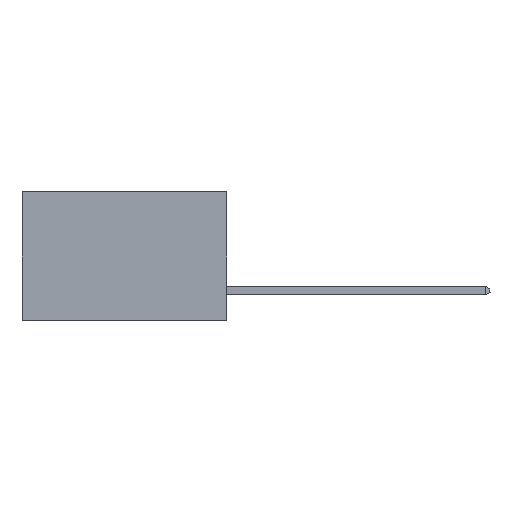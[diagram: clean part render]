
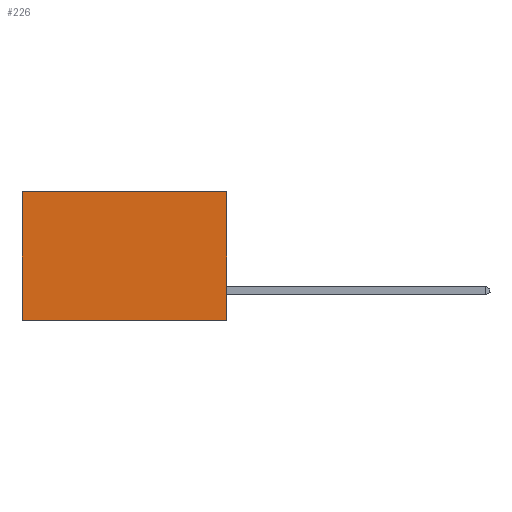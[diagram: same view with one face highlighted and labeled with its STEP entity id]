
A CAD part, left-side view. The second image highlights one B-rep face of the part: STEP entity #226.
In plain terms, the highlighted planar face has unit normal (-1, 0, 0).
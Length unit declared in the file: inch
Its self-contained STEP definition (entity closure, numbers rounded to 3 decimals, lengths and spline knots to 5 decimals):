
#85 = LINE ( 'NONE', #10643, #12455 ) ;
#226 = ADVANCED_FACE ( 'NONE', ( #4926 ), #17412, .F. ) ;
#986 = LINE ( 'NONE', #8299, #20626 ) ;
#1309 = CARTESIAN_POINT ( 'NONE',  ( 0.277, 0., -0.37 ) ) ;
#4926 = FACE_OUTER_BOUND ( 'NONE', #28818, .T. ) ;
#5851 = EDGE_CURVE ( 'NONE', #25049, #20613, #85, .T. ) ;
#7143 = EDGE_CURVE ( 'NONE', #25049, #8037, #29403, .T. ) ;
#7305 = ORIENTED_EDGE ( 'NONE', *, *, #9406, .T. ) ;
#8037 = VERTEX_POINT ( 'NONE', #12444 ) ;
#8187 = DIRECTION ( 'NONE',  ( 0., 1., 0. ) ) ;
#8299 = CARTESIAN_POINT ( 'NONE',  ( 0.277, 0., -0.37 ) ) ;
#9406 = EDGE_CURVE ( 'NONE', #8037, #20316, #28897, .T. ) ;
#10643 = CARTESIAN_POINT ( 'NONE',  ( 0.277, 0., -0.37 ) ) ;
#10690 = DIRECTION ( 'NONE',  ( 0., 0., -1. ) ) ;
#12444 = CARTESIAN_POINT ( 'NONE',  ( 0.277, 0.59, 0. ) ) ;
#12455 = VECTOR ( 'NONE', #10690, 39.37008 ) ;
#13558 = DIRECTION ( 'NONE',  ( 0., 1., 0. ) ) ;
#14344 = DIRECTION ( 'NONE',  ( 1., 0., 0. ) ) ;
#14606 = DIRECTION ( 'NONE',  ( 0., 0., -1. ) ) ;
#17412 = PLANE ( 'NONE',  #23572 ) ;
#17469 = DIRECTION ( 'NONE',  ( 0., 0., -1. ) ) ;
#17552 = CARTESIAN_POINT ( 'NONE',  ( 0.277, 0., 0. ) ) ;
#18479 = CARTESIAN_POINT ( 'NONE',  ( 0.277, 0.59, -0.37 ) ) ;
#19329 = ORIENTED_EDGE ( 'NONE', *, *, #5851, .F. ) ;
#20316 = VERTEX_POINT ( 'NONE', #18479 ) ;
#20613 = VERTEX_POINT ( 'NONE', #29170 ) ;
#20626 = VECTOR ( 'NONE', #8187, 39.37008 ) ;
#21525 = VECTOR ( 'NONE', #13558, 39.37008 ) ;
#23108 = ORIENTED_EDGE ( 'NONE', *, *, #24365, .F. ) ;
#23572 = AXIS2_PLACEMENT_3D ( 'NONE', #1309, #14344, #14606 ) ;
#24365 = EDGE_CURVE ( 'NONE', #20613, #20316, #986, .T. ) ;
#24626 = CARTESIAN_POINT ( 'NONE',  ( 0.277, 0.59, -0.37 ) ) ;
#25049 = VERTEX_POINT ( 'NONE', #17552 ) ;
#27144 = ORIENTED_EDGE ( 'NONE', *, *, #7143, .T. ) ;
#27369 = VECTOR ( 'NONE', #17469, 39.37008 ) ;
#28818 = EDGE_LOOP ( 'NONE', ( #7305, #23108, #19329, #27144 ) ) ;
#28897 = LINE ( 'NONE', #24626, #27369 ) ;
#29170 = CARTESIAN_POINT ( 'NONE',  ( 0.277, 0., -0.37 ) ) ;
#29403 = LINE ( 'NONE', #30462, #21525 ) ;
#30462 = CARTESIAN_POINT ( 'NONE',  ( 0.277, 0., 0. ) ) ;
